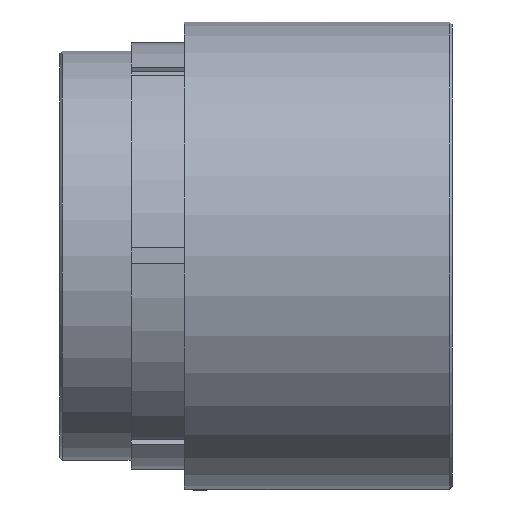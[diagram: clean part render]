
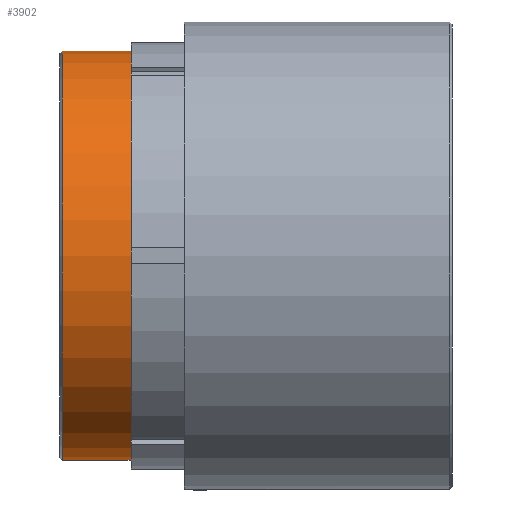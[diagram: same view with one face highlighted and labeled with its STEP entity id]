
A CAD part, left-side view. The second image highlights one B-rep face of the part: STEP entity #3902.
In plain terms, the highlighted cylindrical face has radius 60.922 mm (diameter 121.844 mm), a partial arc.
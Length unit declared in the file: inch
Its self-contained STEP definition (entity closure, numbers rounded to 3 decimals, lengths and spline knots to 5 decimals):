
#147 = CIRCLE ( 'NONE', #3252, 2.3985 ) ;
#620 = DIRECTION ( 'NONE',  ( 0., 1., 0. ) ) ;
#889 = CARTESIAN_POINT ( 'NONE',  ( 0., 4.57, 0. ) ) ;
#925 = FACE_OUTER_BOUND ( 'NONE', #1427, .T. ) ;
#1062 = CARTESIAN_POINT ( 'NONE',  ( 0., 4.57, 2.3985 ) ) ;
#1088 = EDGE_CURVE ( 'NONE', #4179, #3407, #3316, .T. ) ;
#1146 = EDGE_CURVE ( 'NONE', #4179, #1637, #147, .T. ) ;
#1180 = CARTESIAN_POINT ( 'NONE',  ( 0., 3.765, -2.3985 ) ) ;
#1385 = ORIENTED_EDGE ( 'NONE', *, *, #2541, .T. ) ;
#1427 = EDGE_LOOP ( 'NONE', ( #2206, #1871, #4693, #1385 ) ) ;
#1637 = VERTEX_POINT ( 'NONE', #3599 ) ;
#1801 = DIRECTION ( 'NONE',  ( 0., -1., 0. ) ) ;
#1871 = ORIENTED_EDGE ( 'NONE', *, *, #1146, .T. ) ;
#2126 = VECTOR ( 'NONE', #2868, 39.37008 ) ;
#2206 = ORIENTED_EDGE ( 'NONE', *, *, #1088, .F. ) ;
#2471 = VECTOR ( 'NONE', #3610, 39.37008 ) ;
#2541 = EDGE_CURVE ( 'NONE', #3581, #3407, #4721, .T. ) ;
#2554 = EDGE_CURVE ( 'NONE', #1637, #3581, #5193, .T. ) ;
#2601 = DIRECTION ( 'NONE',  ( 0., 0., 1. ) ) ;
#2703 = CARTESIAN_POINT ( 'NONE',  ( 0., 3.765, 0. ) ) ;
#2868 = DIRECTION ( 'NONE',  ( 0., 1., 0. ) ) ;
#3214 = AXIS2_PLACEMENT_3D ( 'NONE', #2703, #620, #3486 ) ;
#3252 = AXIS2_PLACEMENT_3D ( 'NONE', #3513, #3426, #4393 ) ;
#3316 = LINE ( 'NONE', #1180, #2126 ) ;
#3407 = VERTEX_POINT ( 'NONE', #4340 ) ;
#3426 = DIRECTION ( 'NONE',  ( 0., 1., 0. ) ) ;
#3486 = DIRECTION ( 'NONE',  ( 0., 0., 1. ) ) ;
#3513 = CARTESIAN_POINT ( 'NONE',  ( 0., 3.765, 0. ) ) ;
#3581 = VERTEX_POINT ( 'NONE', #1062 ) ;
#3599 = CARTESIAN_POINT ( 'NONE',  ( 0., 3.765, 2.3985 ) ) ;
#3610 = DIRECTION ( 'NONE',  ( 0., 1., 0. ) ) ;
#3902 = ADVANCED_FACE ( 'NONE', ( #925 ), #5427, .T. ) ;
#4179 = VERTEX_POINT ( 'NONE', #4552 ) ;
#4340 = CARTESIAN_POINT ( 'NONE',  ( 0., 4.57, -2.3985 ) ) ;
#4393 = DIRECTION ( 'NONE',  ( 0., 0., 1. ) ) ;
#4442 = CARTESIAN_POINT ( 'NONE',  ( 0., 3.765, 2.3985 ) ) ;
#4552 = CARTESIAN_POINT ( 'NONE',  ( 0., 3.765, -2.3985 ) ) ;
#4693 = ORIENTED_EDGE ( 'NONE', *, *, #2554, .T. ) ;
#4721 = CIRCLE ( 'NONE', #5439, 2.3985 ) ;
#5193 = LINE ( 'NONE', #4442, #2471 ) ;
#5427 = CYLINDRICAL_SURFACE ( 'NONE', #3214, 2.3985 ) ;
#5439 = AXIS2_PLACEMENT_3D ( 'NONE', #889, #1801, #2601 ) ;
